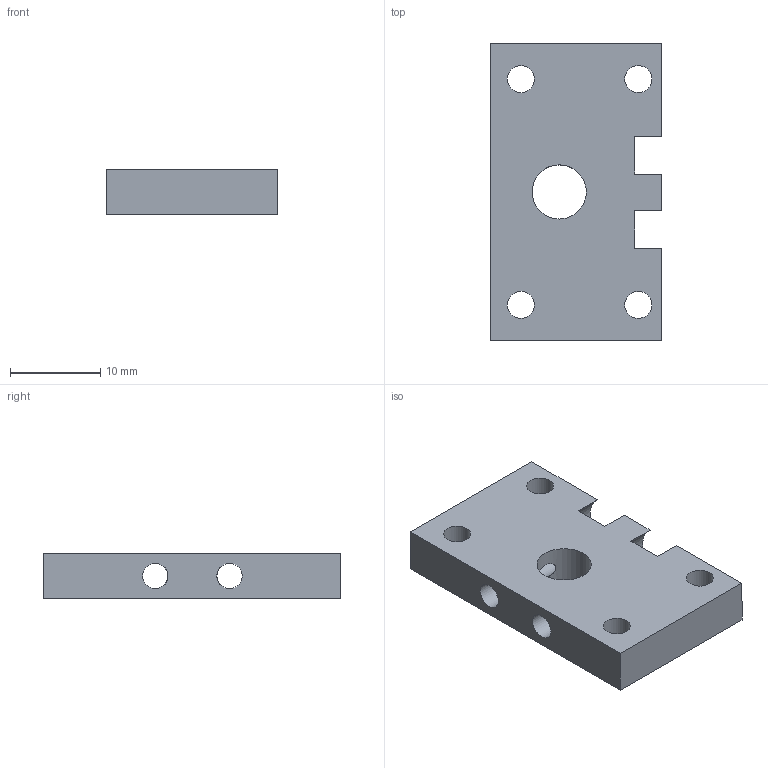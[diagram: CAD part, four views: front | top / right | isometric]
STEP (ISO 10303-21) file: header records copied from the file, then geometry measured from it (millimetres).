
FILE_DESCRIPTION(/* description */ (''),/* implementation_level */ '2;1');
FILE_NAME(/* name */ '30_Cube_Z_Focus_NEMA8_captive_micrometerscrewbase_v0.ipt.step',/* time_stamp */ '2022-11-29T08:22:33+01:00',/* author */ ('diederichbenedict'),/* organization */ (''),/* preprocessor_version */ 'ST-DEVELOPER v18.1',/* originating_system */ 'Autodesk Inventor 2022',/* authorisation */ '');
FILE_SCHEMA (('AUTOMOTIVE_DESIGN { 1 0 10303 214 3 1 1 }'));
Length unit declared in the file: millimetre
Products named in the file (1): 30_Cube_Z_Focus_NEMA8_captive_micrometerscrewbase_v0
Bounding box: 19.04 x 32.94 x 5 mm (x, y, z)
Volume: 2483.1 mm3; surface area: 2205.3 mm2
Topology: 1 solids, 1 shells, 21 faces, 59 edges, 40 vertices
Faces by surface type: cylinder 11, plane 10
Full cylindrical faces by diameter (mm): 2.8 x2, 3 x4, 6 x1
Entity records: 846 total; most frequent: CARTESIAN_POINT 203, DIRECTION 123, ORIENTED_EDGE 118, EDGE_CURVE 59, AXIS2_PLACEMENT_3D 44, VERTEX_POINT 40, EDGE_LOOP 39, LINE 35
